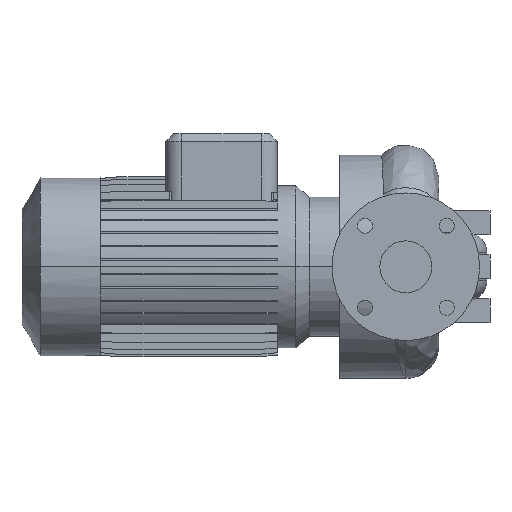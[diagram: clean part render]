
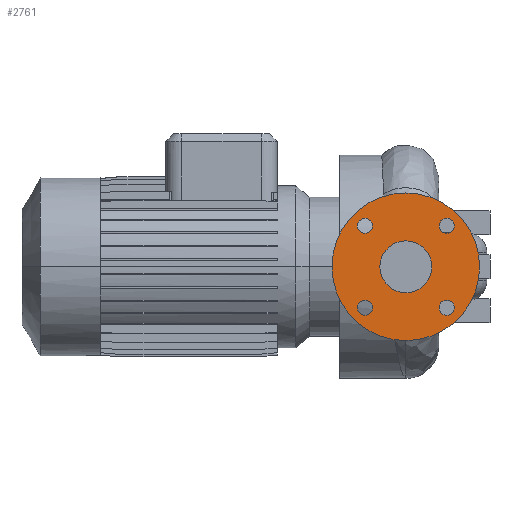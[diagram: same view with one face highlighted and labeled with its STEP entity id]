
A CAD part, left-side view. The second image highlights one B-rep face of the part: STEP entity #2761.
In plain terms, the highlighted planar face has unit normal (-1, 0, 0).
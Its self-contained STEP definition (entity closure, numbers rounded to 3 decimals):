
#128 = FACE_BOUND ( 'NONE', #4860, .T. ) ;
#372 = DIRECTION ( 'NONE',  ( 0., 0., 1. ) ) ;
#404 = DIRECTION ( 'NONE',  ( 1., 0., 0. ) ) ;
#406 = CIRCLE ( 'NONE', #9463, 9.5 ) ;
#605 = EDGE_CURVE ( 'NONE', #2476, #11918, #2511, .T. ) ;
#616 = CARTESIAN_POINT ( 'NONE',  ( -237.5, 0., 0. ) ) ;
#902 = CARTESIAN_POINT ( 'NONE',  ( -237.5, -51.265, -51.265 ) ) ;
#979 = EDGE_LOOP ( 'NONE', ( #11771, #3854 ) ) ;
#1083 = AXIS2_PLACEMENT_3D ( 'NONE', #8464, #404, #11361 ) ;
#1116 = DIRECTION ( 'NONE',  ( 0., 1., 0. ) ) ;
#1311 = CARTESIAN_POINT ( 'NONE',  ( -237.5, 0., 0. ) ) ;
#1345 = EDGE_LOOP ( 'NONE', ( #12605, #2989 ) ) ;
#1476 = DIRECTION ( 'NONE',  ( -1., 0., 0. ) ) ;
#1672 = DIRECTION ( 'NONE',  ( 0., 0., 1. ) ) ;
#1954 = ORIENTED_EDGE ( 'NONE', *, *, #11335, .F. ) ;
#2066 = FACE_BOUND ( 'NONE', #979, .T. ) ;
#2071 = DIRECTION ( 'NONE',  ( 0., 0., 1. ) ) ;
#2119 = EDGE_CURVE ( 'NONE', #7813, #6111, #3732, .T. ) ;
#2278 = DIRECTION ( 'NONE',  ( 0., 1., 0. ) ) ;
#2311 = AXIS2_PLACEMENT_3D ( 'NONE', #11457, #2644, #1672 ) ;
#2456 = CIRCLE ( 'NONE', #9031, 9.5 ) ;
#2476 = VERTEX_POINT ( 'NONE', #9282 ) ;
#2511 = CIRCLE ( 'NONE', #3529, 92.5 ) ;
#2632 = CIRCLE ( 'NONE', #12707, 9.5 ) ;
#2644 = DIRECTION ( 'NONE',  ( -1., 0., 0. ) ) ;
#2757 = EDGE_LOOP ( 'NONE', ( #1954, #6381 ) ) ;
#2761 = ADVANCED_FACE ( 'NONE', ( #4010, #2980, #3224, #6893, #128, #2066 ), #6955, .F. ) ;
#2980 = FACE_BOUND ( 'NONE', #10777, .T. ) ;
#2989 = ORIENTED_EDGE ( 'NONE', *, *, #4095, .F. ) ;
#3034 = CIRCLE ( 'NONE', #8162, 92.5 ) ;
#3224 = FACE_BOUND ( 'NONE', #7941, .T. ) ;
#3287 = EDGE_CURVE ( 'NONE', #11181, #5745, #12172, .T. ) ;
#3372 = DIRECTION ( 'NONE',  ( 0., 0., 1. ) ) ;
#3502 = DIRECTION ( 'NONE',  ( 1., 0., 0. ) ) ;
#3529 = AXIS2_PLACEMENT_3D ( 'NONE', #616, #4432, #10610 ) ;
#3705 = VERTEX_POINT ( 'NONE', #6980 ) ;
#3732 = CIRCLE ( 'NONE', #1083, 32.5 ) ;
#3748 = AXIS2_PLACEMENT_3D ( 'NONE', #9199, #1476, #372 ) ;
#3854 = ORIENTED_EDGE ( 'NONE', *, *, #10279, .F. ) ;
#3941 = DIRECTION ( 'NONE',  ( 0., 0., 1. ) ) ;
#3943 = DIRECTION ( 'NONE',  ( 1., 0., 0. ) ) ;
#4010 = FACE_BOUND ( 'NONE', #2757, .T. ) ;
#4015 = DIRECTION ( 'NONE',  ( -1., 0., 0. ) ) ;
#4061 = AXIS2_PLACEMENT_3D ( 'NONE', #1311, #3502, #2278 ) ;
#4095 = EDGE_CURVE ( 'NONE', #11918, #2476, #3034, .T. ) ;
#4356 = CARTESIAN_POINT ( 'NONE',  ( -237.5, 32.5, 0. ) ) ;
#4432 = DIRECTION ( 'NONE',  ( 1., 0., 0. ) ) ;
#4565 = VERTEX_POINT ( 'NONE', #11504 ) ;
#4581 = ORIENTED_EDGE ( 'NONE', *, *, #10635, .F. ) ;
#4860 = EDGE_LOOP ( 'NONE', ( #9445, #7383 ) ) ;
#5095 = CARTESIAN_POINT ( 'NONE',  ( -237.5, -32.5, 0. ) ) ;
#5445 = CARTESIAN_POINT ( 'NONE',  ( -237.5, -51.265, -41.765 ) ) ;
#5579 = CIRCLE ( 'NONE', #3748, 9.5 ) ;
#5714 = EDGE_CURVE ( 'NONE', #6015, #11448, #11357, .T. ) ;
#5745 = VERTEX_POINT ( 'NONE', #10890 ) ;
#6015 = VERTEX_POINT ( 'NONE', #8040 ) ;
#6093 = CIRCLE ( 'NONE', #4061, 32.5 ) ;
#6111 = VERTEX_POINT ( 'NONE', #4356 ) ;
#6164 = DIRECTION ( 'NONE',  ( 0., 1., 0. ) ) ;
#6307 = DIRECTION ( 'NONE',  ( -1., 0., 0. ) ) ;
#6381 = ORIENTED_EDGE ( 'NONE', *, *, #11185, .F. ) ;
#6893 = FACE_OUTER_BOUND ( 'NONE', #1345, .T. ) ;
#6902 = VERTEX_POINT ( 'NONE', #11397 ) ;
#6955 = PLANE ( 'NONE',  #10529 ) ;
#6980 = CARTESIAN_POINT ( 'NONE',  ( -237.5, -51.265, 41.765 ) ) ;
#7080 = DIRECTION ( 'NONE',  ( -1., 0., 0. ) ) ;
#7248 = AXIS2_PLACEMENT_3D ( 'NONE', #9082, #4015, #2071 ) ;
#7383 = ORIENTED_EDGE ( 'NONE', *, *, #2119, .T. ) ;
#7776 = ORIENTED_EDGE ( 'NONE', *, *, #10309, .F. ) ;
#7813 = VERTEX_POINT ( 'NONE', #5095 ) ;
#7941 = EDGE_LOOP ( 'NONE', ( #7776, #10722 ) ) ;
#8040 = CARTESIAN_POINT ( 'NONE',  ( -237.5, 51.265, 60.765 ) ) ;
#8075 = CARTESIAN_POINT ( 'NONE',  ( -237.5, 0., 0. ) ) ;
#8119 = EDGE_CURVE ( 'NONE', #6902, #11835, #406, .T. ) ;
#8162 = AXIS2_PLACEMENT_3D ( 'NONE', #8075, #12121, #1116 ) ;
#8179 = CIRCLE ( 'NONE', #10233, 9.5 ) ;
#8180 = CARTESIAN_POINT ( 'NONE',  ( -237.5, -51.265, 51.265 ) ) ;
#8252 = CARTESIAN_POINT ( 'NONE',  ( -237.5, 51.265, 51.265 ) ) ;
#8464 = CARTESIAN_POINT ( 'NONE',  ( -237.5, 0., 0. ) ) ;
#8697 = DIRECTION ( 'NONE',  ( 0., 0., 1. ) ) ;
#9031 = AXIS2_PLACEMENT_3D ( 'NONE', #8180, #7080, #12104 ) ;
#9082 = CARTESIAN_POINT ( 'NONE',  ( -237.5, 51.265, 51.265 ) ) ;
#9141 = CARTESIAN_POINT ( 'NONE',  ( -237.5, 32.5, 0. ) ) ;
#9199 = CARTESIAN_POINT ( 'NONE',  ( -237.5, -51.265, -51.265 ) ) ;
#9282 = CARTESIAN_POINT ( 'NONE',  ( -237.5, 92.5, 0. ) ) ;
#9445 = ORIENTED_EDGE ( 'NONE', *, *, #9866, .T. ) ;
#9460 = DIRECTION ( 'NONE',  ( -1., 0., 0. ) ) ;
#9463 = AXIS2_PLACEMENT_3D ( 'NONE', #902, #9460, #8697 ) ;
#9537 = CARTESIAN_POINT ( 'NONE',  ( -237.5, 51.265, -60.765 ) ) ;
#9866 = EDGE_CURVE ( 'NONE', #6111, #7813, #6093, .T. ) ;
#10233 = AXIS2_PLACEMENT_3D ( 'NONE', #8252, #12179, #3372 ) ;
#10242 = AXIS2_PLACEMENT_3D ( 'NONE', #10766, #11600, #3941 ) ;
#10279 = EDGE_CURVE ( 'NONE', #11448, #6015, #8179, .T. ) ;
#10309 = EDGE_CURVE ( 'NONE', #5745, #11181, #2632, .T. ) ;
#10421 = ORIENTED_EDGE ( 'NONE', *, *, #8119, .F. ) ;
#10529 = AXIS2_PLACEMENT_3D ( 'NONE', #9141, #3943, #6164 ) ;
#10610 = DIRECTION ( 'NONE',  ( 0., 1., 0. ) ) ;
#10635 = EDGE_CURVE ( 'NONE', #11835, #6902, #5579, .T. ) ;
#10669 = CARTESIAN_POINT ( 'NONE',  ( -237.5, -92.5, 0. ) ) ;
#10722 = ORIENTED_EDGE ( 'NONE', *, *, #3287, .F. ) ;
#10766 = CARTESIAN_POINT ( 'NONE',  ( -237.5, -51.265, 51.265 ) ) ;
#10777 = EDGE_LOOP ( 'NONE', ( #4581, #10421 ) ) ;
#10890 = CARTESIAN_POINT ( 'NONE',  ( -237.5, 51.265, -41.765 ) ) ;
#11181 = VERTEX_POINT ( 'NONE', #9537 ) ;
#11185 = EDGE_CURVE ( 'NONE', #3705, #4565, #11680, .T. ) ;
#11335 = EDGE_CURVE ( 'NONE', #4565, #3705, #2456, .T. ) ;
#11336 = CARTESIAN_POINT ( 'NONE',  ( -237.5, 51.265, -51.265 ) ) ;
#11357 = CIRCLE ( 'NONE', #7248, 9.5 ) ;
#11361 = DIRECTION ( 'NONE',  ( 0., 1., 0. ) ) ;
#11393 = CARTESIAN_POINT ( 'NONE',  ( -237.5, 51.265, 41.765 ) ) ;
#11397 = CARTESIAN_POINT ( 'NONE',  ( -237.5, -51.265, -60.765 ) ) ;
#11448 = VERTEX_POINT ( 'NONE', #11393 ) ;
#11457 = CARTESIAN_POINT ( 'NONE',  ( -237.5, 51.265, -51.265 ) ) ;
#11504 = CARTESIAN_POINT ( 'NONE',  ( -237.5, -51.265, 60.765 ) ) ;
#11600 = DIRECTION ( 'NONE',  ( -1., 0., 0. ) ) ;
#11680 = CIRCLE ( 'NONE', #10242, 9.5 ) ;
#11771 = ORIENTED_EDGE ( 'NONE', *, *, #5714, .F. ) ;
#11835 = VERTEX_POINT ( 'NONE', #5445 ) ;
#11918 = VERTEX_POINT ( 'NONE', #10669 ) ;
#12104 = DIRECTION ( 'NONE',  ( 0., 0., 1. ) ) ;
#12121 = DIRECTION ( 'NONE',  ( 1., 0., 0. ) ) ;
#12172 = CIRCLE ( 'NONE', #2311, 9.5 ) ;
#12179 = DIRECTION ( 'NONE',  ( -1., 0., 0. ) ) ;
#12365 = DIRECTION ( 'NONE',  ( 0., 0., 1. ) ) ;
#12605 = ORIENTED_EDGE ( 'NONE', *, *, #605, .F. ) ;
#12707 = AXIS2_PLACEMENT_3D ( 'NONE', #11336, #6307, #12365 ) ;
